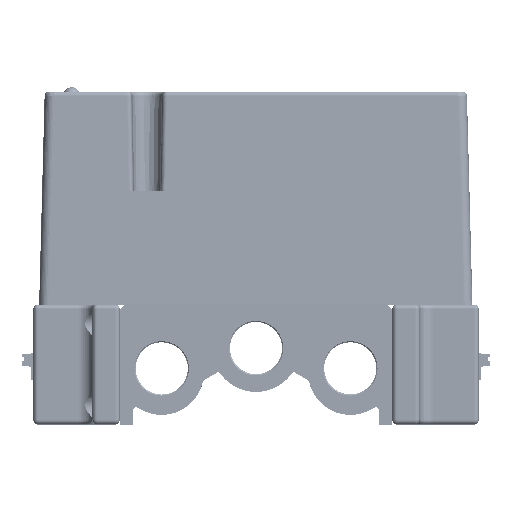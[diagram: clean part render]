
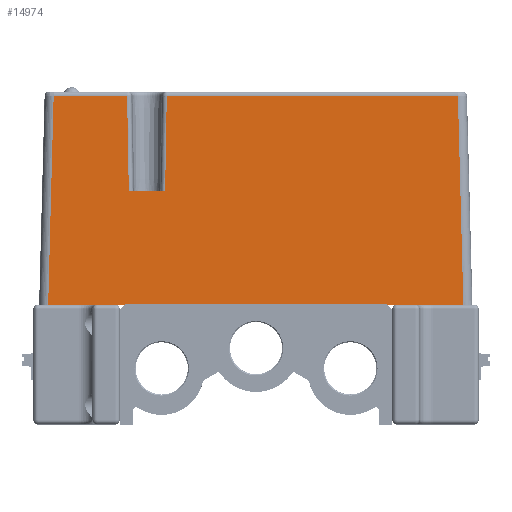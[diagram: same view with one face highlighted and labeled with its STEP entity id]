
A CAD part, front view. The second image highlights one B-rep face of the part: STEP entity #14974.
In plain terms, the highlighted planar face has unit normal (0, -1, 0.026).
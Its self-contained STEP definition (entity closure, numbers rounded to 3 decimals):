
#6072=FACE_OUTER_BOUND('',#36591,.T.);
#14974=ADVANCED_FACE('',(#6072),#23556,.T.);
#23556=PLANE('',#187379);
#36591=EDGE_LOOP('',(#103026,#103027,#103028,#103029,#103030,#103031,#103032,
#103033,#103034,#103035));
#43403=LINE('',#245981,#64224);
#50314=LINE('',#264163,#71135);
#50646=LINE('',#265060,#71467);
#50647=LINE('',#265063,#71468);
#50648=LINE('',#265065,#71469);
#50649=LINE('',#265067,#71470);
#50650=LINE('',#265069,#71471);
#50651=LINE('',#265071,#71472);
#50652=LINE('',#265073,#71473);
#50653=LINE('',#265074,#71474);
#64224=VECTOR('',#196926,1.);
#71135=VECTOR('',#212023,1.);
#71467=VECTOR('',#212669,1.);
#71468=VECTOR('',#212670,1.);
#71469=VECTOR('',#212671,1.);
#71470=VECTOR('',#212672,1.);
#71471=VECTOR('',#212673,1.);
#71472=VECTOR('',#212674,1.);
#71473=VECTOR('',#212675,1.);
#71474=VECTOR('',#212676,1.);
#103026=ORIENTED_EDGE('',*,*,#164065,.T.);
#103027=ORIENTED_EDGE('',*,*,#164066,.T.);
#103028=ORIENTED_EDGE('',*,*,#164067,.F.);
#103029=ORIENTED_EDGE('',*,*,#164068,.T.);
#103030=ORIENTED_EDGE('',*,*,#164069,.T.);
#103031=ORIENTED_EDGE('',*,*,#164070,.T.);
#103032=ORIENTED_EDGE('',*,*,#164071,.T.);
#103033=ORIENTED_EDGE('',*,*,#163623,.T.);
#103034=ORIENTED_EDGE('',*,*,#155321,.T.);
#103035=ORIENTED_EDGE('',*,*,#164072,.T.);
#138103=VERTEX_POINT('',#245980);
#138104=VERTEX_POINT('',#245982);
#143434=VERTEX_POINT('',#264164);
#143842=VERTEX_POINT('',#265061);
#143843=VERTEX_POINT('',#265062);
#143844=VERTEX_POINT('',#265064);
#143845=VERTEX_POINT('',#265066);
#143846=VERTEX_POINT('',#265068);
#143847=VERTEX_POINT('',#265070);
#143848=VERTEX_POINT('',#265072);
#155321=EDGE_CURVE('',#138104,#138103,#43403,.T.);
#163623=EDGE_CURVE('',#143434,#138104,#50314,.T.);
#164065=EDGE_CURVE('',#143842,#143843,#50646,.T.);
#164066=EDGE_CURVE('',#143843,#143844,#50647,.T.);
#164067=EDGE_CURVE('',#143845,#143844,#50648,.T.);
#164068=EDGE_CURVE('',#143845,#143846,#50649,.T.);
#164069=EDGE_CURVE('',#143846,#143847,#50650,.T.);
#164070=EDGE_CURVE('',#143847,#143848,#50651,.T.);
#164071=EDGE_CURVE('',#143848,#143434,#50652,.T.);
#164072=EDGE_CURVE('',#138103,#143842,#50653,.T.);
#187379=AXIS2_PLACEMENT_3D('',#265075,#212677,#212678);
#196926=DIRECTION('',(1.,0.,0.));
#212023=DIRECTION('',(1.,0.,0.));
#212669=DIRECTION('',(-1.,0.,0.));
#212670=DIRECTION('',(-0.017,-0.026,-1.));
#212671=DIRECTION('',(1.,0.,0.));
#212672=DIRECTION('',(-0.017,0.026,1.));
#212673=DIRECTION('',(-1.,0.,0.));
#212674=DIRECTION('',(-0.026,-0.026,-0.999));
#212675=DIRECTION('',(1.,0.,0.));
#212676=DIRECTION('',(-0.026,0.026,0.999));
#212677=DIRECTION('',(0.,-1.,0.026));
#212678=DIRECTION('',(0.,-0.026,-1.));
#245980=CARTESIAN_POINT('',(945.686,-616.827,-0.06));
#245981=CARTESIAN_POINT('',(930.05,-616.827,-0.06));
#245982=CARTESIAN_POINT('',(931.05,-616.827,-0.06));
#264163=CARTESIAN_POINT('',(930.05,-616.827,-0.06));
#264164=CARTESIAN_POINT('',(869.05,-616.827,-0.06));
#265060=CARTESIAN_POINT('',(879.05,-615.624,45.866));
#265061=CARTESIAN_POINT('',(944.484,-615.624,45.866));
#265062=CARTESIAN_POINT('',(880.415,-615.624,45.866));
#265063=CARTESIAN_POINT('',(880.049,-616.173,24.922));
#265064=CARTESIAN_POINT('',(880.05,-616.172,24.94));
#265065=CARTESIAN_POINT('',(876.05,-616.172,24.94));
#265066=CARTESIAN_POINT('',(872.05,-616.172,24.94));
#265067=CARTESIAN_POINT('',(871.685,-615.625,45.849));
#265068=CARTESIAN_POINT('',(871.685,-615.624,45.866));
#265069=CARTESIAN_POINT('',(855.542,-615.624,45.866));
#265070=CARTESIAN_POINT('',(855.516,-615.624,45.866));
#265071=CARTESIAN_POINT('',(854.345,-616.796,1.134));
#265072=CARTESIAN_POINT('',(854.314,-616.827,-0.06));
#265073=CARTESIAN_POINT('',(930.05,-616.827,-0.06));
#265074=CARTESIAN_POINT('',(945.655,-616.796,1.134));
#265075=CARTESIAN_POINT('',(900.,-616.827,-0.06));
